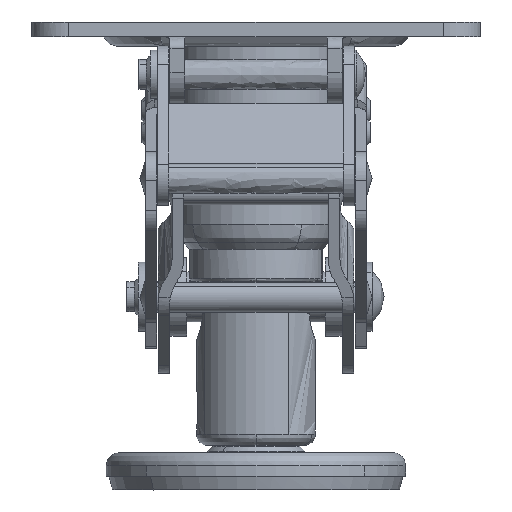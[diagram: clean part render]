
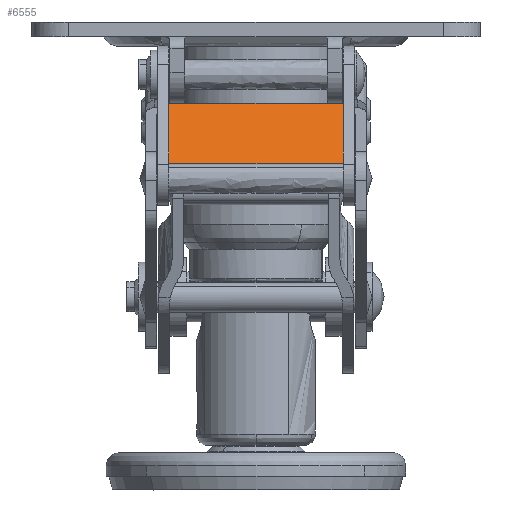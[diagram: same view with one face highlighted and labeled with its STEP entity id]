
A CAD part, left-side view. The second image highlights one B-rep face of the part: STEP entity #6555.
In plain terms, the highlighted free-form (B-spline) face has degree [1, 1] with [2, 2] control points.
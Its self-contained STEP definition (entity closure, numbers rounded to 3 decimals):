
#6497=CARTESIAN_POINT('',(-49.512,-23.25,-40.128));
#6498=VERTEX_POINT('',#6497);
#6506=CARTESIAN_POINT('',(-49.512,23.25,-40.128));
#6507=VERTEX_POINT('',#6506);
#6508=CARTESIAN_POINT('',(-49.512,23.25,-40.128));
#6509=CARTESIAN_POINT('',(-49.512,-23.25,-40.128));
#6510=QUASI_UNIFORM_CURVE('',1,(#6508,#6509),.UNSPECIFIED.,.F.,.U.);
#6511=EDGE_CURVE('',#6507,#6498,#6510,.T.);
#6528=CARTESIAN_POINT('',(-49.906,-25.573,-41.046));
#6529=CARTESIAN_POINT('',(-41.227,-25.573,-20.833));
#6530=CARTESIAN_POINT('',(-49.906,25.573,-41.046));
#6531=CARTESIAN_POINT('',(-41.227,25.573,-20.833));
#6532=B_SPLINE_SURFACE_WITH_KNOTS('',1,1,((#6528,#6530),(#6529,#6531)),.UNSPECIFIED.,.F.,.F.,.U.,(2,2),(2,2),(0.0,21.998),(0.0,51.145),.UNSPECIFIED.);
#6533=CARTESIAN_POINT('',(-41.621,-23.25,-21.751));
#6534=VERTEX_POINT('',#6533);
#6535=CARTESIAN_POINT('',(-41.621,-23.25,-21.751));
#6536=CARTESIAN_POINT('',(-49.512,-23.25,-40.128));
#6537=QUASI_UNIFORM_CURVE('',1,(#6535,#6536),.UNSPECIFIED.,.F.,.U.);
#6538=EDGE_CURVE('',#6534,#6498,#6537,.T.);
#6539=ORIENTED_EDGE('',*,*,#6538,.F.);
#6540=CARTESIAN_POINT('',(-41.621,23.25,-21.751));
#6541=VERTEX_POINT('',#6540);
#6542=CARTESIAN_POINT('',(-41.621,23.25,-21.751));
#6543=CARTESIAN_POINT('',(-41.621,-23.25,-21.751));
#6544=QUASI_UNIFORM_CURVE('',1,(#6542,#6543),.UNSPECIFIED.,.F.,.U.);
#6545=EDGE_CURVE('',#6541,#6534,#6544,.T.);
#6546=ORIENTED_EDGE('',*,*,#6545,.F.);
#6547=CARTESIAN_POINT('',(-41.621,23.25,-21.751));
#6548=CARTESIAN_POINT('',(-49.512,23.25,-40.128));
#6549=QUASI_UNIFORM_CURVE('',1,(#6547,#6548),.UNSPECIFIED.,.F.,.U.);
#6550=EDGE_CURVE('',#6541,#6507,#6549,.T.);
#6551=ORIENTED_EDGE('',*,*,#6550,.T.);
#6552=ORIENTED_EDGE('',*,*,#6511,.T.);
#6553=EDGE_LOOP('',(#6539,#6546,#6551,#6552));
#6554=FACE_OUTER_BOUND('',#6553,.T.);
#6555=ADVANCED_FACE('',(#6554),#6532,.T.);
